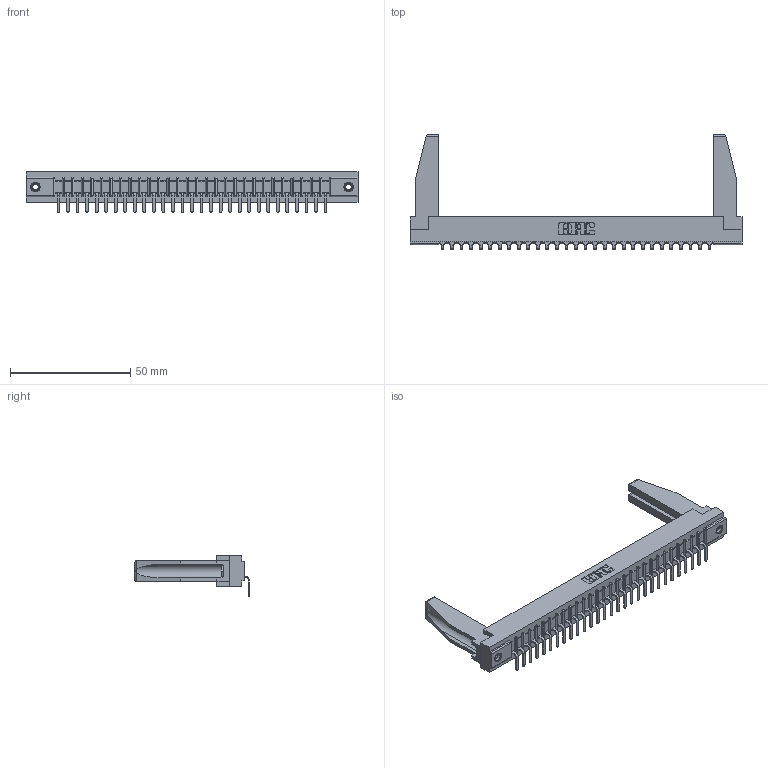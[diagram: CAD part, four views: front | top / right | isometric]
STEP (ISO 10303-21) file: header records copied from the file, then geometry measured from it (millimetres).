
FILE_DESCRIPTION (( 'STEP AP203' ), '1' );
FILE_NAME ('357-029-559-178.STEP', '2022-07-12T21:22:43', ( '' ), ( '' ), 'SwSTEP 2.0', 'SolidWorks 2020', '' );
FILE_SCHEMA (( 'CONFIG_CONTROL_DESIGN' ));
Length unit declared in the file: inch
Products named in the file (5): 307-290-001_558 559 - 1 (Single); 357-029-559-178; 307-220-078; 307 Part_.156 Dia Mounting Holes; 345-250-001_345-250-001-102
Assembly tree (34 placements, depth 2):
  357-029-559-178
    307 Part_.156 Dia Mounting Holes
    307-290-001_558 559 - 1 (Single)  x29
    307-220-078  x2
    345-250-001_345-250-001-102  x2
Bounding box: 137.92 x 47.41 x 16.8 mm (x, y, z)
Volume: 18253 mm3; surface area: 18852.4 mm2
Topology: 34 solids, 34 shells, 2018 faces, 5699 edges, 3670 vertices
Faces by surface type: plane 1285, cylinder 657, sphere 60, cone 12, torus 4
Entity records: 29007 total; most frequent: CARTESIAN_POINT 4882, ORIENTED_EDGE 4824, DIRECTION 4712, EDGE_CURVE 2412, LINE 1848, VECTOR 1848, VERTEX_POINT 1560, AXIS2_PLACEMENT_3D 1432
